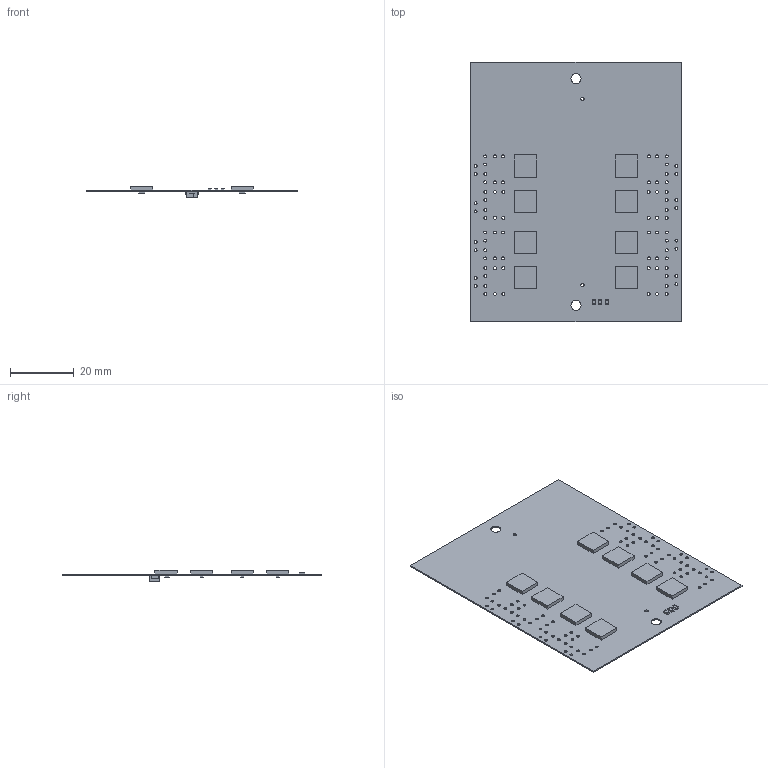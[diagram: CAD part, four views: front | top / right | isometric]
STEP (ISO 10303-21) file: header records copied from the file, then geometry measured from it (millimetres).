
FILE_DESCRIPTION(('Open CASCADE Model'),'2;1');
FILE_NAME('Open CASCADE Shape Model','2016-07-22T14:56:17',('Author'),( 'Open CASCADE'),'Open CASCADE STEP processor 6.2','Open CASCADE 6.2' ,'Unknown');
FILE_SCHEMA(('AUTOMOTIVE_DESIGN { 1 0 10303 214 1 1 1 1 }'));
Length unit declared in the file: millimetre
Products named in the file (39): PCB; Board; C10; 436433312; Extruded; 436434464; U8; 436434336; U7; U6; U5; U4; U3; U2; U1; R3; 436427808; 436434208; R2; R1; C9; C8; C7; C6; C5; 436433440; 436433824; 436434592; C4; C3; C2; C1
Assembly tree (78 placements, depth 4):
  PCB
    Board
    C10
      436433312  x2
        Extruded
      436434464
        Extruded
    U8
      436434336
        Extruded
    U7
      436434336
        Extruded
    U6
      436434336
        Extruded
    U5
      436434336
        Extruded
    U4
      436434336
        Extruded
    U3
      436434336
        Extruded
    U2
      436434336
        Extruded
    U1
      436434336
        Extruded
    R3
      436427808  x2
        Extruded
      436434208
        Extruded
    R2
      436427808  x2
        Extruded
      436434208
        Extruded
    R1
      436427808  x2
        Extruded
      436434208
        Extruded
    C9
      436433312  x2
        Extruded
      436434464
        Extruded
    C8
      436433312  x2
        Extruded
      436434464
        Extruded
    C7
      436433312  x2
        Extruded
      436434464
Bounding box: 66.04 x 81.28 x 3.62 mm (x, y, z)
Volume: 2723.9 mm3; surface area: 12098.9 mm2
Topology: 49 solids, 49 shells, 378 faces, 840 edges, 560 vertices
Faces by surface type: plane 294, cylinder 84
Full cylindrical faces by diameter (mm): 0.9 x80, 1.02 x2, 3.175 x2
Entity records: 10928 total; most frequent: CARTESIAN_POINT 2545, DIRECTION 1514, LINE 744, VECTOR 744, ORIENTED_EDGE 720, PCURVE 720, DEFINITIONAL_REPRESENTATION 720, AXIS2_PLACEMENT_3D 385
